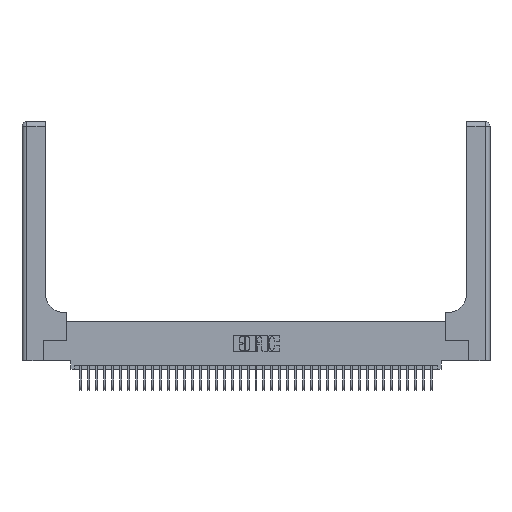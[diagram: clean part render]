
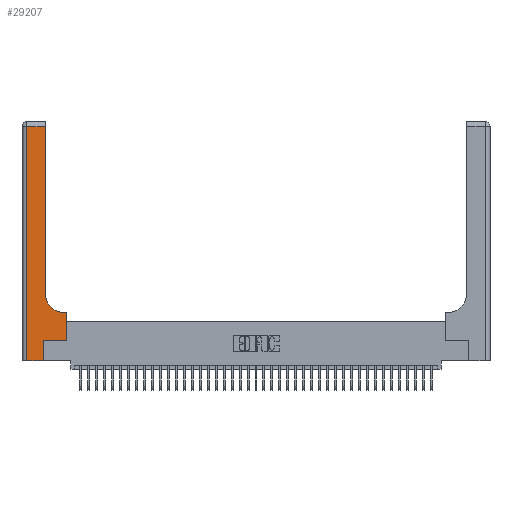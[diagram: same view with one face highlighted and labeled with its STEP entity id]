
A CAD part, top view. The second image highlights one B-rep face of the part: STEP entity #29207.
In plain terms, the highlighted planar face has unit normal (0, 0, 1).
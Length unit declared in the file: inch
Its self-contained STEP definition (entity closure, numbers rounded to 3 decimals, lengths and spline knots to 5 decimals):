
#696 = EDGE_CURVE ( 'NONE', #31029, #38323, #19398, .T. ) ;
#2189 = CARTESIAN_POINT ( 'NONE',  ( 0.2915, 3., 0.37 ) ) ;
#2345 = VECTOR ( 'NONE', #17814, 39.37008 ) ;
#2486 = CARTESIAN_POINT ( 'NONE',  ( 0.5415, 0.85, 0.37 ) ) ;
#2744 = VECTOR ( 'NONE', #26431, 39.37008 ) ;
#4044 = DIRECTION ( 'NONE',  ( 1., 0., 0. ) ) ;
#4158 = EDGE_CURVE ( 'NONE', #17978, #21668, #31613, .T. ) ;
#4555 = EDGE_CURVE ( 'NONE', #12003, #14206, #10456, .T. ) ;
#5241 = DIRECTION ( 'NONE',  ( 1., 0., 0. ) ) ;
#5512 = DIRECTION ( 'NONE',  ( 1., 0., 0. ) ) ;
#5565 = LINE ( 'NONE', #37028, #28676 ) ;
#5732 = CARTESIAN_POINT ( 'NONE',  ( 0.2915, 0.6, 0.37 ) ) ;
#5827 = CIRCLE ( 'NONE', #7260, 0.25 ) ;
#6101 = CARTESIAN_POINT ( 'NONE',  ( 0.06, 3., 0.37 ) ) ;
#6176 = EDGE_CURVE ( 'NONE', #21668, #13344, #24939, .T. ) ;
#6417 = ORIENTED_EDGE ( 'NONE', *, *, #14085, .T. ) ;
#6991 = CARTESIAN_POINT ( 'NONE',  ( 0.06, 2.94, 0.37 ) ) ;
#7260 = AXIS2_PLACEMENT_3D ( 'NONE', #2486, #23595, #5512 ) ;
#7486 = DIRECTION ( 'NONE',  ( 0., 1., 0. ) ) ;
#8867 = ORIENTED_EDGE ( 'NONE', *, *, #6176, .T. ) ;
#10456 = LINE ( 'NONE', #36337, #31579 ) ;
#11350 = CARTESIAN_POINT ( 'NONE',  ( 0., 0., 0.37 ) ) ;
#12003 = VERTEX_POINT ( 'NONE', #25949 ) ;
#12129 = EDGE_CURVE ( 'NONE', #35834, #12003, #26229, .T. ) ;
#13344 = VERTEX_POINT ( 'NONE', #6991 ) ;
#13381 = EDGE_LOOP ( 'NONE', ( #23431, #8867, #22837, #25201, #33655, #19170, #6417, #22030, #15443 ) ) ;
#13554 = CARTESIAN_POINT ( 'NONE',  ( 0.2915, 0.85, 0.37 ) ) ;
#13584 = DIRECTION ( 'NONE',  ( 0., 0., -1. ) ) ;
#13958 = LINE ( 'NONE', #25505, #29882 ) ;
#14085 = EDGE_CURVE ( 'NONE', #20529, #31029, #13958, .T. ) ;
#14206 = VERTEX_POINT ( 'NONE', #29017 ) ;
#14671 = CARTESIAN_POINT ( 'NONE',  ( 0.2915, 2.94, 0.37 ) ) ;
#15435 = DIRECTION ( 'NONE',  ( 0., 1., 0. ) ) ;
#15443 = ORIENTED_EDGE ( 'NONE', *, *, #33775, .T. ) ;
#15632 = VECTOR ( 'NONE', #18282, 39.37008 ) ;
#17355 = VECTOR ( 'NONE', #5241, 39.37008 ) ;
#17549 = FACE_OUTER_BOUND ( 'NONE', #13381, .T. ) ;
#17675 = AXIS2_PLACEMENT_3D ( 'NONE', #31517, #13584, #34542 ) ;
#17814 = DIRECTION ( 'NONE',  ( -1., 0., 0. ) ) ;
#17978 = VERTEX_POINT ( 'NONE', #13554 ) ;
#18282 = DIRECTION ( 'NONE',  ( 0., -1., 0. ) ) ;
#19170 = ORIENTED_EDGE ( 'NONE', *, *, #23714, .T. ) ;
#19398 = LINE ( 'NONE', #5732, #2345 ) ;
#20529 = VERTEX_POINT ( 'NONE', #21881 ) ;
#21668 = VERTEX_POINT ( 'NONE', #14671 ) ;
#21881 = CARTESIAN_POINT ( 'NONE',  ( 0.5585, 0.25, 0.37 ) ) ;
#22030 = ORIENTED_EDGE ( 'NONE', *, *, #696, .T. ) ;
#22837 = ORIENTED_EDGE ( 'NONE', *, *, #38385, .T. ) ;
#23302 = DIRECTION ( 'NONE',  ( 0., 1., 0. ) ) ;
#23431 = ORIENTED_EDGE ( 'NONE', *, *, #4158, .T. ) ;
#23434 = CARTESIAN_POINT ( 'NONE',  ( 0.06, 0., 0.37 ) ) ;
#23441 = CARTESIAN_POINT ( 'NONE',  ( 0., 2.94, 0.37 ) ) ;
#23595 = DIRECTION ( 'NONE',  ( 0., 0., -1. ) ) ;
#23600 = LINE ( 'NONE', #6101, #15632 ) ;
#23714 = EDGE_CURVE ( 'NONE', #14206, #20529, #5565, .T. ) ;
#24939 = LINE ( 'NONE', #23441, #2744 ) ;
#25201 = ORIENTED_EDGE ( 'NONE', *, *, #12129, .T. ) ;
#25505 = CARTESIAN_POINT ( 'NONE',  ( 0.5585, 0.25, 0.37 ) ) ;
#25949 = CARTESIAN_POINT ( 'NONE',  ( 0.269, 0., 0.37 ) ) ;
#26229 = LINE ( 'NONE', #11350, #17355 ) ;
#26431 = DIRECTION ( 'NONE',  ( -1., 0., 0. ) ) ;
#28676 = VECTOR ( 'NONE', #4044, 39.37008 ) ;
#29017 = CARTESIAN_POINT ( 'NONE',  ( 0.269, 0.25, 0.37 ) ) ;
#29207 = ADVANCED_FACE ( 'NONE', ( #17549 ), #37386, .F. ) ;
#29882 = VECTOR ( 'NONE', #7486, 39.37008 ) ;
#31029 = VERTEX_POINT ( 'NONE', #31106 ) ;
#31106 = CARTESIAN_POINT ( 'NONE',  ( 0.5585, 0.6, 0.37 ) ) ;
#31517 = CARTESIAN_POINT ( 'NONE',  ( 0., 3., 0.37 ) ) ;
#31579 = VECTOR ( 'NONE', #15435, 39.37008 ) ;
#31613 = LINE ( 'NONE', #2189, #32537 ) ;
#32537 = VECTOR ( 'NONE', #23302, 39.37008 ) ;
#32926 = CARTESIAN_POINT ( 'NONE',  ( 0.5415, 0.6, 0.37 ) ) ;
#33655 = ORIENTED_EDGE ( 'NONE', *, *, #4555, .T. ) ;
#33775 = EDGE_CURVE ( 'NONE', #38323, #17978, #5827, .T. ) ;
#34542 = DIRECTION ( 'NONE',  ( -1., 0., 0. ) ) ;
#35834 = VERTEX_POINT ( 'NONE', #23434 ) ;
#36337 = CARTESIAN_POINT ( 'NONE',  ( 0.269, 0., 0.37 ) ) ;
#37028 = CARTESIAN_POINT ( 'NONE',  ( 0.269, 0.25, 0.37 ) ) ;
#37386 = PLANE ( 'NONE',  #17675 ) ;
#38323 = VERTEX_POINT ( 'NONE', #32926 ) ;
#38385 = EDGE_CURVE ( 'NONE', #13344, #35834, #23600, .T. ) ;
